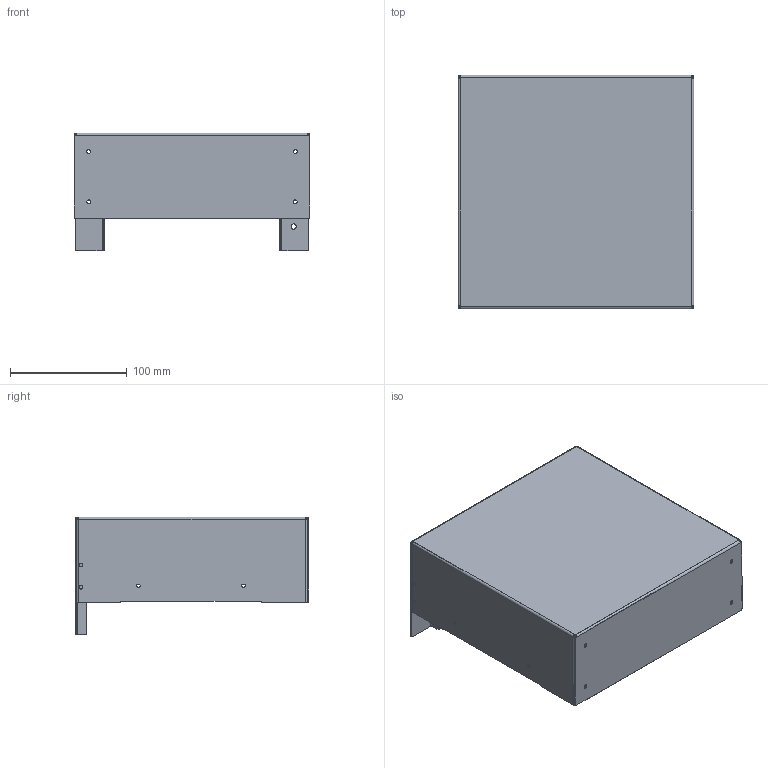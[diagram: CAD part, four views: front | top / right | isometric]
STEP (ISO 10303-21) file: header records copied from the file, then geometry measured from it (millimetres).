
FILE_DESCRIPTION(/* description */ (''),/* implementation_level */ '2;1');
FILE_NAME(/* name */ 'drawer.stp',/* time_stamp */ '2016-10-14T22:00:11-07:00',/* author */ ('cruiser'),/* organization */ (''),/* preprocessor_version */ 'ST-DEVELOPER v15.2',/* originating_system */ 'Autodesk Inventor 2014',/* authorisation */ '');
FILE_SCHEMA (('AUTOMOTIVE_DESIGN { 1 0 10303 214 3 1 1 }'));
Length unit declared in the file: millimetre
Products named in the file (1): drawer
Bounding box: 202.02 x 200 x 101 mm (x, y, z)
Volume: 88635.2 mm3; surface area: 196453.2 mm2
Topology: 1 solids, 1 shells, 173 faces, 435 edges, 262 vertices
Faces by surface type: plane 104, cylinder 69
Full cylindrical faces by diameter (mm): 3 x6, 3.26 x16, 4.5 x1, 6.5 x2, 10 x2
Entity records: 5104 total; most frequent: DIRECTION 898, CARTESIAN_POINT 844, ORIENTED_EDGE 816, EDGE_CURVE 408, AXIS2_PLACEMENT_3D 316, LINE 266, VECTOR 266, VERTEX_POINT 262
